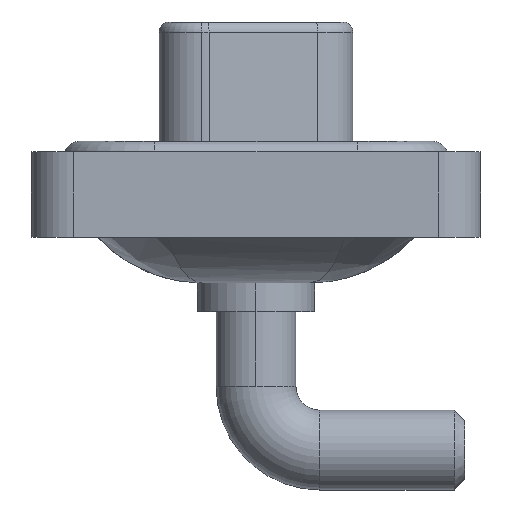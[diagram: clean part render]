
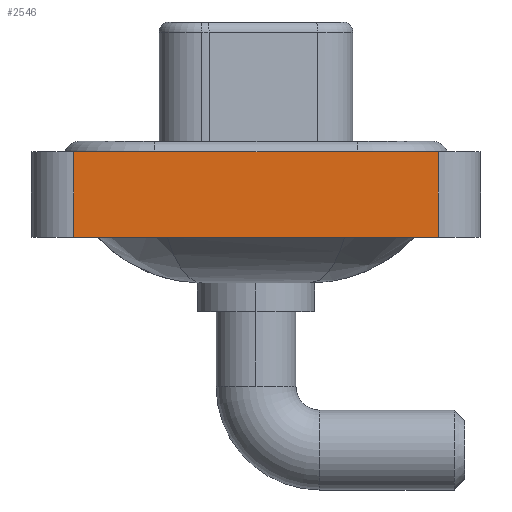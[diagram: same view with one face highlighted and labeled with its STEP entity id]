
A CAD part, left-side view. The second image highlights one B-rep face of the part: STEP entity #2546.
In plain terms, the highlighted planar face has unit normal (-1, 0, 0).
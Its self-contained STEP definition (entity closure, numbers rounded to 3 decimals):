
#340 = DIRECTION ( 'NONE',  ( 0., 0., 1. ) ) ;
#577 = VECTOR ( 'NONE', #6029, 1000. ) ;
#1193 = CARTESIAN_POINT ( 'NONE',  ( -7.25, -8.55, -3.6 ) ) ;
#2009 = DIRECTION ( 'NONE',  ( 0., -1., 0. ) ) ;
#2056 = CARTESIAN_POINT ( 'NONE',  ( -7.25, 8.55, 0.4 ) ) ;
#2546 = ADVANCED_FACE ( 'NONE', ( #7264 ), #5658, .T. ) ;
#3175 = LINE ( 'NONE', #14801, #3748 ) ;
#3219 = EDGE_CURVE ( 'NONE', #10912, #11978, #3175, .T. ) ;
#3678 = LINE ( 'NONE', #8209, #577 ) ;
#3748 = VECTOR ( 'NONE', #2009, 1000. ) ;
#3789 = VERTEX_POINT ( 'NONE', #2056 ) ;
#4136 = ORIENTED_EDGE ( 'NONE', *, *, #6357, .T. ) ;
#4515 = DIRECTION ( 'NONE',  ( -1., 0., 0. ) ) ;
#4612 = LINE ( 'NONE', #1193, #13874 ) ;
#4772 = CARTESIAN_POINT ( 'NONE',  ( -7.25, -8.55, 0.4 ) ) ;
#5206 = ORIENTED_EDGE ( 'NONE', *, *, #6493, .F. ) ;
#5528 = VECTOR ( 'NONE', #340, 1000. ) ;
#5624 = CARTESIAN_POINT ( 'NONE',  ( -7.25, -8.55, -3.6 ) ) ;
#5658 = PLANE ( 'NONE',  #8129 ) ;
#6029 = DIRECTION ( 'NONE',  ( 0., -1., 0. ) ) ;
#6357 = EDGE_CURVE ( 'NONE', #11978, #14772, #4612, .T. ) ;
#6493 = EDGE_CURVE ( 'NONE', #10912, #3789, #14495, .T. ) ;
#6713 = EDGE_LOOP ( 'NONE', ( #4136, #6966, #5206, #14146 ) ) ;
#6966 = ORIENTED_EDGE ( 'NONE', *, *, #7977, .F. ) ;
#7264 = FACE_OUTER_BOUND ( 'NONE', #6713, .T. ) ;
#7977 = EDGE_CURVE ( 'NONE', #3789, #14772, #3678, .T. ) ;
#8129 = AXIS2_PLACEMENT_3D ( 'NONE', #9585, #4515, #9221 ) ;
#8209 = CARTESIAN_POINT ( 'NONE',  ( -7.25, -8.55, 0.4 ) ) ;
#9221 = DIRECTION ( 'NONE',  ( 0., 0., 1. ) ) ;
#9318 = DIRECTION ( 'NONE',  ( 0., 0., 1. ) ) ;
#9585 = CARTESIAN_POINT ( 'NONE',  ( -7.25, -8.55, -3.6 ) ) ;
#10912 = VERTEX_POINT ( 'NONE', #13120 ) ;
#11978 = VERTEX_POINT ( 'NONE', #5624 ) ;
#11994 = CARTESIAN_POINT ( 'NONE',  ( -7.25, 8.55, -3.6 ) ) ;
#13120 = CARTESIAN_POINT ( 'NONE',  ( -7.25, 8.55, -3.6 ) ) ;
#13874 = VECTOR ( 'NONE', #9318, 1000. ) ;
#14146 = ORIENTED_EDGE ( 'NONE', *, *, #3219, .T. ) ;
#14495 = LINE ( 'NONE', #11994, #5528 ) ;
#14772 = VERTEX_POINT ( 'NONE', #4772 ) ;
#14801 = CARTESIAN_POINT ( 'NONE',  ( -7.25, -8.55, -3.6 ) ) ;
